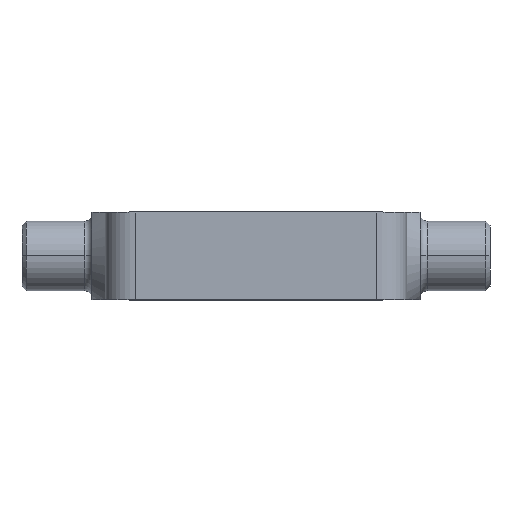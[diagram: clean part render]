
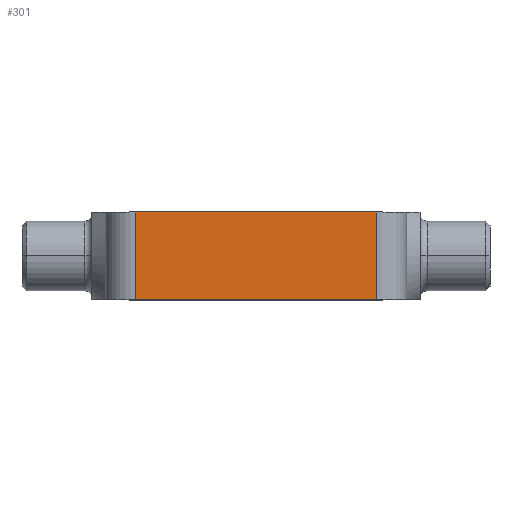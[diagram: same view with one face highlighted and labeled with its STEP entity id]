
A CAD part, top view. The second image highlights one B-rep face of the part: STEP entity #301.
In plain terms, the highlighted planar face has unit normal (0, 0, 1).
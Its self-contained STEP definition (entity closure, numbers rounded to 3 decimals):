
#57 = CARTESIAN_POINT ( 'NONE',  ( -27.6, 20., 34.5 ) ) ;
#120 = ORIENTED_EDGE ( 'NONE', *, *, #986, .T. ) ;
#167 = VERTEX_POINT ( 'NONE', #955 ) ;
#175 = ORIENTED_EDGE ( 'NONE', *, *, #265, .F. ) ;
#190 = CARTESIAN_POINT ( 'NONE',  ( 27.6, 20., 34.5 ) ) ;
#265 = EDGE_CURVE ( 'NONE', #867, #167, #965, .T. ) ;
#274 = ORIENTED_EDGE ( 'NONE', *, *, #875, .T. ) ;
#301 = ADVANCED_FACE ( 'NONE', ( #482 ), #430, .F. ) ;
#306 = VERTEX_POINT ( 'NONE', #670 ) ;
#307 = VECTOR ( 'NONE', #445, 1000. ) ;
#308 = CARTESIAN_POINT ( 'NONE',  ( -27.6, 20., 34.5 ) ) ;
#387 = EDGE_CURVE ( 'NONE', #306, #867, #1346, .T. ) ;
#430 = PLANE ( 'NONE',  #1235 ) ;
#445 = DIRECTION ( 'NONE',  ( 1., 0., 0. ) ) ;
#451 = VERTEX_POINT ( 'NONE', #469 ) ;
#469 = CARTESIAN_POINT ( 'NONE',  ( -27.6, 0., 34.5 ) ) ;
#482 = FACE_OUTER_BOUND ( 'NONE', #1218, .T. ) ;
#557 = DIRECTION ( 'NONE',  ( 0., 0., -1. ) ) ;
#650 = DIRECTION ( 'NONE',  ( -1., 0., 0. ) ) ;
#670 = CARTESIAN_POINT ( 'NONE',  ( -27.6, 20., 34.5 ) ) ;
#856 = VECTOR ( 'NONE', #1453, 1000. ) ;
#867 = VERTEX_POINT ( 'NONE', #1297 ) ;
#875 = EDGE_CURVE ( 'NONE', #306, #451, #1455, .T. ) ;
#884 = LINE ( 'NONE', #1325, #307 ) ;
#955 = CARTESIAN_POINT ( 'NONE',  ( 27.6, 0., 34.5 ) ) ;
#965 = LINE ( 'NONE', #190, #856 ) ;
#986 = EDGE_CURVE ( 'NONE', #451, #167, #884, .T. ) ;
#1000 = DIRECTION ( 'NONE',  ( 1., 0., 0. ) ) ;
#1105 = VECTOR ( 'NONE', #1000, 1000. ) ;
#1111 = DIRECTION ( 'NONE',  ( 0., -1., 0. ) ) ;
#1218 = EDGE_LOOP ( 'NONE', ( #120, #175, #1340, #274 ) ) ;
#1235 = AXIS2_PLACEMENT_3D ( 'NONE', #308, #557, #650 ) ;
#1297 = CARTESIAN_POINT ( 'NONE',  ( 27.6, 20., 34.5 ) ) ;
#1325 = CARTESIAN_POINT ( 'NONE',  ( -27.6, 0., 34.5 ) ) ;
#1340 = ORIENTED_EDGE ( 'NONE', *, *, #387, .F. ) ;
#1346 = LINE ( 'NONE', #1436, #1105 ) ;
#1436 = CARTESIAN_POINT ( 'NONE',  ( -27.6, 20., 34.5 ) ) ;
#1452 = VECTOR ( 'NONE', #1111, 1000. ) ;
#1453 = DIRECTION ( 'NONE',  ( 0., -1., 0. ) ) ;
#1455 = LINE ( 'NONE', #57, #1452 ) ;
